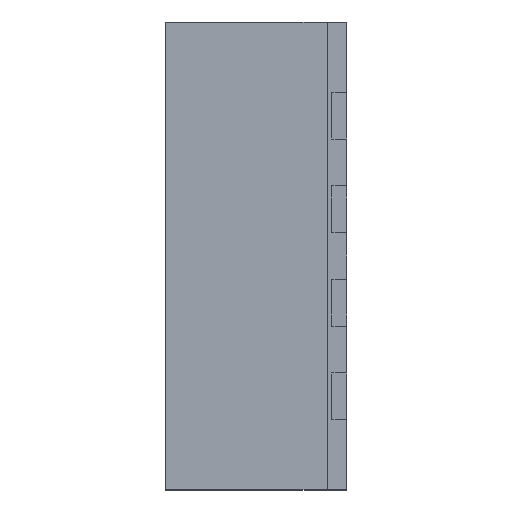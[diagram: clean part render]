
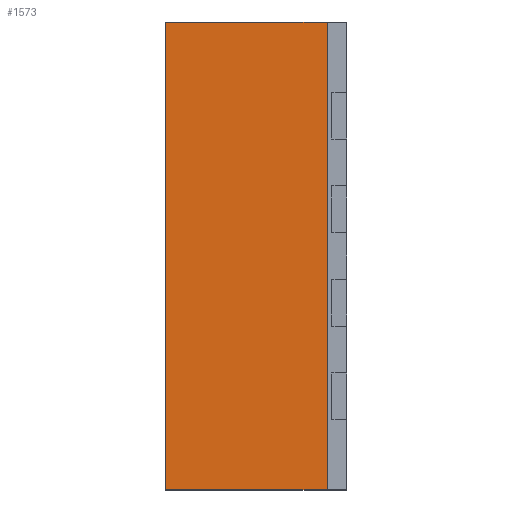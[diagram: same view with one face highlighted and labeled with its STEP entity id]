
A CAD part, left-side view. The second image highlights one B-rep face of the part: STEP entity #1573.
In plain terms, the highlighted planar face has unit normal (-1, 0, 0).
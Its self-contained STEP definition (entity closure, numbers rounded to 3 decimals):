
#49 = VECTOR ( 'NONE', #1157, 1000. ) ;
#224 = VECTOR ( 'NONE', #4978, 1000. ) ;
#345 = EDGE_CURVE ( 'NONE', #916, #4308, #1173, .T. ) ;
#421 = DIRECTION ( 'NONE',  ( 1., 0., 0. ) ) ;
#815 = CARTESIAN_POINT ( 'NONE',  ( -1.5, 0.105, 1.25 ) ) ;
#916 = VERTEX_POINT ( 'NONE', #3778 ) ;
#1032 = EDGE_LOOP ( 'NONE', ( #2581, #2954, #1627, #2604 ) ) ;
#1049 = VECTOR ( 'NONE', #2816, 1000. ) ;
#1122 = VECTOR ( 'NONE', #1876, 1000. ) ;
#1157 = DIRECTION ( 'NONE',  ( 0., 0., 1. ) ) ;
#1161 = VERTEX_POINT ( 'NONE', #815 ) ;
#1173 = LINE ( 'NONE', #1931, #224 ) ;
#1391 = VERTEX_POINT ( 'NONE', #3964 ) ;
#1573 = ADVANCED_FACE ( 'NONE', ( #4628 ), #4657, .F. ) ;
#1627 = ORIENTED_EDGE ( 'NONE', *, *, #3943, .T. ) ;
#1876 = DIRECTION ( 'NONE',  ( 0., -1., 0. ) ) ;
#1931 = CARTESIAN_POINT ( 'NONE',  ( -1.5, 5.765, -1.25 ) ) ;
#2012 = LINE ( 'NONE', #3949, #1049 ) ;
#2264 = CARTESIAN_POINT ( 'NONE',  ( -1.5, 5.765, -1.25 ) ) ;
#2293 = CARTESIAN_POINT ( 'NONE',  ( -1.5, 0.105, -1.25 ) ) ;
#2477 = EDGE_CURVE ( 'NONE', #916, #1391, #3870, .T. ) ;
#2581 = ORIENTED_EDGE ( 'NONE', *, *, #2477, .F. ) ;
#2604 = ORIENTED_EDGE ( 'NONE', *, *, #4311, .F. ) ;
#2816 = DIRECTION ( 'NONE',  ( 0., 0., 1. ) ) ;
#2954 = ORIENTED_EDGE ( 'NONE', *, *, #345, .T. ) ;
#3778 = CARTESIAN_POINT ( 'NONE',  ( -1.5, 0.97, -1.25 ) ) ;
#3870 = LINE ( 'NONE', #4699, #49 ) ;
#3943 = EDGE_CURVE ( 'NONE', #4308, #1161, #2012, .T. ) ;
#3949 = CARTESIAN_POINT ( 'NONE',  ( -1.5, 0.105, -1.25 ) ) ;
#3964 = CARTESIAN_POINT ( 'NONE',  ( -1.5, 0.97, 1.25 ) ) ;
#4171 = AXIS2_PLACEMENT_3D ( 'NONE', #2264, #421, #4252 ) ;
#4252 = DIRECTION ( 'NONE',  ( 0., 0., -1. ) ) ;
#4308 = VERTEX_POINT ( 'NONE', #2293 ) ;
#4311 = EDGE_CURVE ( 'NONE', #1391, #1161, #4546, .T. ) ;
#4546 = LINE ( 'NONE', #4955, #1122 ) ;
#4628 = FACE_OUTER_BOUND ( 'NONE', #1032, .T. ) ;
#4657 = PLANE ( 'NONE',  #4171 ) ;
#4699 = CARTESIAN_POINT ( 'NONE',  ( -1.5, 0.97, -1.25 ) ) ;
#4955 = CARTESIAN_POINT ( 'NONE',  ( -1.5, 5.765, 1.25 ) ) ;
#4978 = DIRECTION ( 'NONE',  ( 0., -1., 0. ) ) ;
